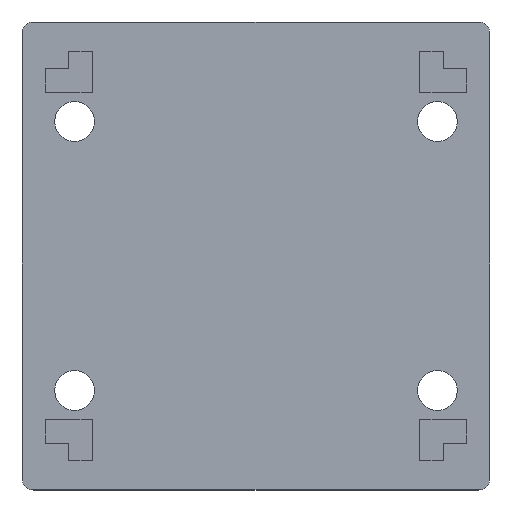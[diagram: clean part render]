
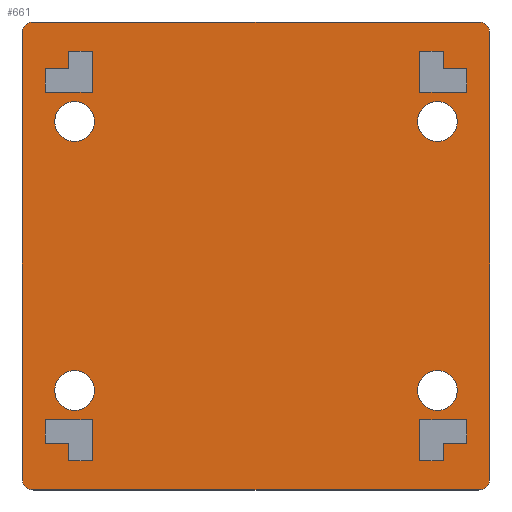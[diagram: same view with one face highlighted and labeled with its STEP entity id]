
A CAD part, top view. The second image highlights one B-rep face of the part: STEP entity #661.
In plain terms, the highlighted planar face has unit normal (0, 0, 1).
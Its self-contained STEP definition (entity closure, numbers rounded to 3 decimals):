
#371 = EDGE_CURVE('',#372,#374,#376,.T.);
#372 = VERTEX_POINT('',#373);
#373 = CARTESIAN_POINT('',(20.,-19.,2.));
#374 = VERTEX_POINT('',#375);
#375 = CARTESIAN_POINT('',(20.,19.,2.));
#376 = LINE('',#377,#378);
#377 = CARTESIAN_POINT('',(20.,-20.,2.));
#378 = VECTOR('',#379,1.);
#379 = DIRECTION('',(0.,1.,0.));
#419 = EDGE_CURVE('',#420,#422,#424,.T.);
#420 = VERTEX_POINT('',#421);
#421 = CARTESIAN_POINT('',(-19.,-20.,2.));
#422 = VERTEX_POINT('',#423);
#423 = CARTESIAN_POINT('',(19.,-20.,2.));
#424 = LINE('',#425,#426);
#425 = CARTESIAN_POINT('',(-20.,-20.,2.));
#426 = VECTOR('',#427,1.);
#427 = DIRECTION('',(1.,0.,0.));
#450 = EDGE_CURVE('',#451,#453,#455,.T.);
#451 = VERTEX_POINT('',#452);
#452 = CARTESIAN_POINT('',(19.,20.,2.));
#453 = VERTEX_POINT('',#454);
#454 = CARTESIAN_POINT('',(-19.,20.,2.));
#455 = LINE('',#456,#457);
#456 = CARTESIAN_POINT('',(20.,20.,2.));
#457 = VECTOR('',#458,1.);
#458 = DIRECTION('',(-1.,0.,0.));
#498 = EDGE_CURVE('',#499,#501,#503,.T.);
#499 = VERTEX_POINT('',#500);
#500 = CARTESIAN_POINT('',(-20.,19.,2.));
#501 = VERTEX_POINT('',#502);
#502 = CARTESIAN_POINT('',(-20.,-19.,2.));
#503 = LINE('',#504,#505);
#504 = CARTESIAN_POINT('',(-20.,20.,2.));
#505 = VECTOR('',#506,1.);
#506 = DIRECTION('',(0.,-1.,0.));
#530 = VERTEX_POINT('',#531);
#531 = CARTESIAN_POINT('',(-13.8,11.5,2.));
#539 = EDGE_CURVE('',#530,#530,#540,.T.);
#540 = CIRCLE('',#541,1.7);
#541 = AXIS2_PLACEMENT_3D('',#542,#543,#544);
#542 = CARTESIAN_POINT('',(-15.5,11.5,2.));
#543 = DIRECTION('',(0.,0.,-1.));
#544 = DIRECTION('',(1.,0.,0.));
#555 = VERTEX_POINT('',#556);
#556 = CARTESIAN_POINT('',(17.2,11.5,2.));
#564 = EDGE_CURVE('',#555,#555,#565,.T.);
#565 = CIRCLE('',#566,1.7);
#566 = AXIS2_PLACEMENT_3D('',#567,#568,#569);
#567 = CARTESIAN_POINT('',(15.5,11.5,2.));
#568 = DIRECTION('',(0.,0.,-1.));
#569 = DIRECTION('',(1.,0.,0.));
#580 = VERTEX_POINT('',#581);
#581 = CARTESIAN_POINT('',(17.2,-11.5,2.));
#589 = EDGE_CURVE('',#580,#580,#590,.T.);
#590 = CIRCLE('',#591,1.7);
#591 = AXIS2_PLACEMENT_3D('',#592,#593,#594);
#592 = CARTESIAN_POINT('',(15.5,-11.5,2.));
#593 = DIRECTION('',(0.,0.,-1.));
#594 = DIRECTION('',(1.,0.,0.));
#605 = VERTEX_POINT('',#606);
#606 = CARTESIAN_POINT('',(-13.8,-11.5,2.));
#614 = EDGE_CURVE('',#605,#605,#615,.T.);
#615 = CIRCLE('',#616,1.7);
#616 = AXIS2_PLACEMENT_3D('',#617,#618,#619);
#617 = CARTESIAN_POINT('',(-15.5,-11.5,2.));
#618 = DIRECTION('',(0.,0.,-1.));
#619 = DIRECTION('',(1.,0.,0.));
#631 = EDGE_CURVE('',#422,#372,#632,.T.);
#632 = CIRCLE('',#633,1.);
#633 = AXIS2_PLACEMENT_3D('',#634,#635,#636);
#634 = CARTESIAN_POINT('',(19.,-19.,2.));
#635 = DIRECTION('',(0.,0.,1.));
#636 = DIRECTION('',(0.,-1.,0.));
#649 = EDGE_CURVE('',#451,#374,#650,.T.);
#650 = CIRCLE('',#651,1.);
#651 = AXIS2_PLACEMENT_3D('',#652,#653,#654);
#652 = CARTESIAN_POINT('',(19.,19.,2.));
#653 = DIRECTION('',(-0.,-0.,-1.));
#654 = DIRECTION('',(0.,-1.,0.));
#661 = ADVANCED_FACE('',(#662,#684,#734,#737,#787,#790,#793,#843,#846),
  #896,.T.);
#662 = FACE_BOUND('',#663,.T.);
#663 = EDGE_LOOP('',(#664,#665,#672,#673,#674,#675,#676,#677));
#664 = ORIENTED_EDGE('',*,*,#498,.T.);
#665 = ORIENTED_EDGE('',*,*,#666,.T.);
#666 = EDGE_CURVE('',#501,#420,#667,.T.);
#667 = CIRCLE('',#668,1.);
#668 = AXIS2_PLACEMENT_3D('',#669,#670,#671);
#669 = CARTESIAN_POINT('',(-19.,-19.,2.));
#670 = DIRECTION('',(0.,0.,1.));
#671 = DIRECTION('',(0.,-1.,0.));
#672 = ORIENTED_EDGE('',*,*,#419,.T.);
#673 = ORIENTED_EDGE('',*,*,#631,.T.);
#674 = ORIENTED_EDGE('',*,*,#371,.T.);
#675 = ORIENTED_EDGE('',*,*,#649,.F.);
#676 = ORIENTED_EDGE('',*,*,#450,.T.);
#677 = ORIENTED_EDGE('',*,*,#678,.F.);
#678 = EDGE_CURVE('',#499,#453,#679,.T.);
#679 = CIRCLE('',#680,1.);
#680 = AXIS2_PLACEMENT_3D('',#681,#682,#683);
#681 = CARTESIAN_POINT('',(-19.,19.,2.));
#682 = DIRECTION('',(-0.,-0.,-1.));
#683 = DIRECTION('',(0.,-1.,0.));
#684 = FACE_BOUND('',#685,.T.);
#685 = EDGE_LOOP('',(#686,#696,#704,#712,#720,#728));
#686 = ORIENTED_EDGE('',*,*,#687,.T.);
#687 = EDGE_CURVE('',#688,#690,#692,.T.);
#688 = VERTEX_POINT('',#689);
#689 = CARTESIAN_POINT('',(-16.,-16.,2.));
#690 = VERTEX_POINT('',#691);
#691 = CARTESIAN_POINT('',(-18.,-16.,2.));
#692 = LINE('',#693,#694);
#693 = CARTESIAN_POINT('',(-16.,-16.,2.));
#694 = VECTOR('',#695,1.);
#695 = DIRECTION('',(-1.,0.,0.));
#696 = ORIENTED_EDGE('',*,*,#697,.T.);
#697 = EDGE_CURVE('',#690,#698,#700,.T.);
#698 = VERTEX_POINT('',#699);
#699 = CARTESIAN_POINT('',(-18.,-14.,2.));
#700 = LINE('',#701,#702);
#701 = CARTESIAN_POINT('',(-18.,-16.,2.));
#702 = VECTOR('',#703,1.);
#703 = DIRECTION('',(0.,1.,0.));
#704 = ORIENTED_EDGE('',*,*,#705,.T.);
#705 = EDGE_CURVE('',#698,#706,#708,.T.);
#706 = VERTEX_POINT('',#707);
#707 = CARTESIAN_POINT('',(-14.,-14.,2.));
#708 = LINE('',#709,#710);
#709 = CARTESIAN_POINT('',(-18.,-14.,2.));
#710 = VECTOR('',#711,1.);
#711 = DIRECTION('',(1.,0.,0.));
#712 = ORIENTED_EDGE('',*,*,#713,.T.);
#713 = EDGE_CURVE('',#706,#714,#716,.T.);
#714 = VERTEX_POINT('',#715);
#715 = CARTESIAN_POINT('',(-14.,-17.5,2.));
#716 = LINE('',#717,#718);
#717 = CARTESIAN_POINT('',(-14.,-14.,2.));
#718 = VECTOR('',#719,1.);
#719 = DIRECTION('',(0.,-1.,0.));
#720 = ORIENTED_EDGE('',*,*,#721,.T.);
#721 = EDGE_CURVE('',#714,#722,#724,.T.);
#722 = VERTEX_POINT('',#723);
#723 = CARTESIAN_POINT('',(-16.,-17.5,2.));
#724 = LINE('',#725,#726);
#725 = CARTESIAN_POINT('',(-14.,-17.5,2.));
#726 = VECTOR('',#727,1.);
#727 = DIRECTION('',(-1.,0.,0.));
#728 = ORIENTED_EDGE('',*,*,#729,.T.);
#729 = EDGE_CURVE('',#722,#688,#730,.T.);
#730 = LINE('',#731,#732);
#731 = CARTESIAN_POINT('',(-16.,-17.5,2.));
#732 = VECTOR('',#733,1.);
#733 = DIRECTION('',(0.,1.,0.));
#734 = FACE_BOUND('',#735,.T.);
#735 = EDGE_LOOP('',(#736));
#736 = ORIENTED_EDGE('',*,*,#614,.T.);
#737 = FACE_BOUND('',#738,.T.);
#738 = EDGE_LOOP('',(#739,#749,#757,#765,#773,#781));
#739 = ORIENTED_EDGE('',*,*,#740,.F.);
#740 = EDGE_CURVE('',#741,#743,#745,.T.);
#741 = VERTEX_POINT('',#742);
#742 = CARTESIAN_POINT('',(18.,-16.,2.));
#743 = VERTEX_POINT('',#744);
#744 = CARTESIAN_POINT('',(18.,-14.,2.));
#745 = LINE('',#746,#747);
#746 = CARTESIAN_POINT('',(18.,-16.,2.));
#747 = VECTOR('',#748,1.);
#748 = DIRECTION('',(0.,1.,0.));
#749 = ORIENTED_EDGE('',*,*,#750,.F.);
#750 = EDGE_CURVE('',#751,#741,#753,.T.);
#751 = VERTEX_POINT('',#752);
#752 = CARTESIAN_POINT('',(16.,-16.,2.));
#753 = LINE('',#754,#755);
#754 = CARTESIAN_POINT('',(16.,-16.,2.));
#755 = VECTOR('',#756,1.);
#756 = DIRECTION('',(1.,0.,0.));
#757 = ORIENTED_EDGE('',*,*,#758,.F.);
#758 = EDGE_CURVE('',#759,#751,#761,.T.);
#759 = VERTEX_POINT('',#760);
#760 = CARTESIAN_POINT('',(16.,-17.5,2.));
#761 = LINE('',#762,#763);
#762 = CARTESIAN_POINT('',(16.,-17.5,2.));
#763 = VECTOR('',#764,1.);
#764 = DIRECTION('',(0.,1.,0.));
#765 = ORIENTED_EDGE('',*,*,#766,.F.);
#766 = EDGE_CURVE('',#767,#759,#769,.T.);
#767 = VERTEX_POINT('',#768);
#768 = CARTESIAN_POINT('',(14.,-17.5,2.));
#769 = LINE('',#770,#771);
#770 = CARTESIAN_POINT('',(14.,-17.5,2.));
#771 = VECTOR('',#772,1.);
#772 = DIRECTION('',(1.,0.,0.));
#773 = ORIENTED_EDGE('',*,*,#774,.F.);
#774 = EDGE_CURVE('',#775,#767,#777,.T.);
#775 = VERTEX_POINT('',#776);
#776 = CARTESIAN_POINT('',(14.,-14.,2.));
#777 = LINE('',#778,#779);
#778 = CARTESIAN_POINT('',(14.,-14.,2.));
#779 = VECTOR('',#780,1.);
#780 = DIRECTION('',(0.,-1.,0.));
#781 = ORIENTED_EDGE('',*,*,#782,.F.);
#782 = EDGE_CURVE('',#743,#775,#783,.T.);
#783 = LINE('',#784,#785);
#784 = CARTESIAN_POINT('',(18.,-14.,2.));
#785 = VECTOR('',#786,1.);
#786 = DIRECTION('',(-1.,0.,0.));
#787 = FACE_BOUND('',#788,.T.);
#788 = EDGE_LOOP('',(#789));
#789 = ORIENTED_EDGE('',*,*,#589,.T.);
#790 = FACE_BOUND('',#791,.T.);
#791 = EDGE_LOOP('',(#792));
#792 = ORIENTED_EDGE('',*,*,#539,.T.);
#793 = FACE_BOUND('',#794,.T.);
#794 = EDGE_LOOP('',(#795,#805,#813,#821,#829,#837));
#795 = ORIENTED_EDGE('',*,*,#796,.F.);
#796 = EDGE_CURVE('',#797,#799,#801,.T.);
#797 = VERTEX_POINT('',#798);
#798 = CARTESIAN_POINT('',(-16.,17.5,2.));
#799 = VERTEX_POINT('',#800);
#800 = CARTESIAN_POINT('',(-16.,16.,2.));
#801 = LINE('',#802,#803);
#802 = CARTESIAN_POINT('',(-16.,17.5,2.));
#803 = VECTOR('',#804,1.);
#804 = DIRECTION('',(0.,-1.,0.));
#805 = ORIENTED_EDGE('',*,*,#806,.F.);
#806 = EDGE_CURVE('',#807,#797,#809,.T.);
#807 = VERTEX_POINT('',#808);
#808 = CARTESIAN_POINT('',(-14.,17.5,2.));
#809 = LINE('',#810,#811);
#810 = CARTESIAN_POINT('',(-14.,17.5,2.));
#811 = VECTOR('',#812,1.);
#812 = DIRECTION('',(-1.,0.,0.));
#813 = ORIENTED_EDGE('',*,*,#814,.F.);
#814 = EDGE_CURVE('',#815,#807,#817,.T.);
#815 = VERTEX_POINT('',#816);
#816 = CARTESIAN_POINT('',(-14.,14.,2.));
#817 = LINE('',#818,#819);
#818 = CARTESIAN_POINT('',(-14.,14.,2.));
#819 = VECTOR('',#820,1.);
#820 = DIRECTION('',(0.,1.,0.));
#821 = ORIENTED_EDGE('',*,*,#822,.F.);
#822 = EDGE_CURVE('',#823,#815,#825,.T.);
#823 = VERTEX_POINT('',#824);
#824 = CARTESIAN_POINT('',(-18.,14.,2.));
#825 = LINE('',#826,#827);
#826 = CARTESIAN_POINT('',(-18.,14.,2.));
#827 = VECTOR('',#828,1.);
#828 = DIRECTION('',(1.,0.,0.));
#829 = ORIENTED_EDGE('',*,*,#830,.F.);
#830 = EDGE_CURVE('',#831,#823,#833,.T.);
#831 = VERTEX_POINT('',#832);
#832 = CARTESIAN_POINT('',(-18.,16.,2.));
#833 = LINE('',#834,#835);
#834 = CARTESIAN_POINT('',(-18.,16.,2.));
#835 = VECTOR('',#836,1.);
#836 = DIRECTION('',(0.,-1.,0.));
#837 = ORIENTED_EDGE('',*,*,#838,.F.);
#838 = EDGE_CURVE('',#799,#831,#839,.T.);
#839 = LINE('',#840,#841);
#840 = CARTESIAN_POINT('',(-16.,16.,2.));
#841 = VECTOR('',#842,1.);
#842 = DIRECTION('',(-1.,0.,0.));
#843 = FACE_BOUND('',#844,.T.);
#844 = EDGE_LOOP('',(#845));
#845 = ORIENTED_EDGE('',*,*,#564,.T.);
#846 = FACE_BOUND('',#847,.T.);
#847 = EDGE_LOOP('',(#848,#858,#866,#874,#882,#890));
#848 = ORIENTED_EDGE('',*,*,#849,.F.);
#849 = EDGE_CURVE('',#850,#852,#854,.T.);
#850 = VERTEX_POINT('',#851);
#851 = CARTESIAN_POINT('',(14.,17.5,2.));
#852 = VERTEX_POINT('',#853);
#853 = CARTESIAN_POINT('',(14.,14.,2.));
#854 = LINE('',#855,#856);
#855 = CARTESIAN_POINT('',(14.,17.5,2.));
#856 = VECTOR('',#857,1.);
#857 = DIRECTION('',(0.,-1.,0.));
#858 = ORIENTED_EDGE('',*,*,#859,.F.);
#859 = EDGE_CURVE('',#860,#850,#862,.T.);
#860 = VERTEX_POINT('',#861);
#861 = CARTESIAN_POINT('',(16.,17.5,2.));
#862 = LINE('',#863,#864);
#863 = CARTESIAN_POINT('',(16.,17.5,2.));
#864 = VECTOR('',#865,1.);
#865 = DIRECTION('',(-1.,0.,0.));
#866 = ORIENTED_EDGE('',*,*,#867,.F.);
#867 = EDGE_CURVE('',#868,#860,#870,.T.);
#868 = VERTEX_POINT('',#869);
#869 = CARTESIAN_POINT('',(16.,16.,2.));
#870 = LINE('',#871,#872);
#871 = CARTESIAN_POINT('',(16.,16.,2.));
#872 = VECTOR('',#873,1.);
#873 = DIRECTION('',(0.,1.,0.));
#874 = ORIENTED_EDGE('',*,*,#875,.F.);
#875 = EDGE_CURVE('',#876,#868,#878,.T.);
#876 = VERTEX_POINT('',#877);
#877 = CARTESIAN_POINT('',(18.,16.,2.));
#878 = LINE('',#879,#880);
#879 = CARTESIAN_POINT('',(18.,16.,2.));
#880 = VECTOR('',#881,1.);
#881 = DIRECTION('',(-1.,0.,0.));
#882 = ORIENTED_EDGE('',*,*,#883,.F.);
#883 = EDGE_CURVE('',#884,#876,#886,.T.);
#884 = VERTEX_POINT('',#885);
#885 = CARTESIAN_POINT('',(18.,14.,2.));
#886 = LINE('',#887,#888);
#887 = CARTESIAN_POINT('',(18.,14.,2.));
#888 = VECTOR('',#889,1.);
#889 = DIRECTION('',(0.,1.,0.));
#890 = ORIENTED_EDGE('',*,*,#891,.F.);
#891 = EDGE_CURVE('',#852,#884,#892,.T.);
#892 = LINE('',#893,#894);
#893 = CARTESIAN_POINT('',(14.,14.,2.));
#894 = VECTOR('',#895,1.);
#895 = DIRECTION('',(1.,0.,0.));
#896 = PLANE('',#897);
#897 = AXIS2_PLACEMENT_3D('',#898,#899,#900);
#898 = CARTESIAN_POINT('',(0.,0.,2.));
#899 = DIRECTION('',(0.,0.,1.));
#900 = DIRECTION('',(1.,0.,0.));
